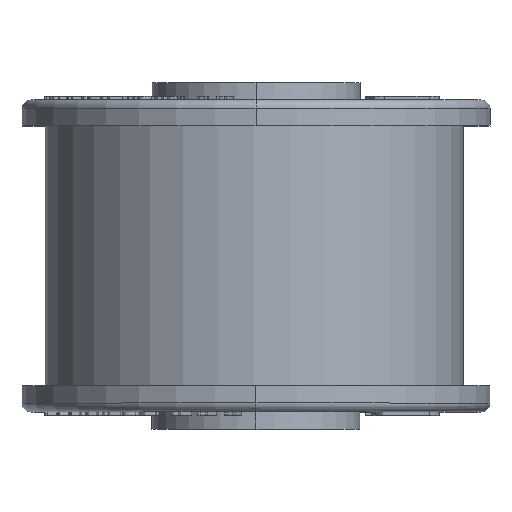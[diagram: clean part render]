
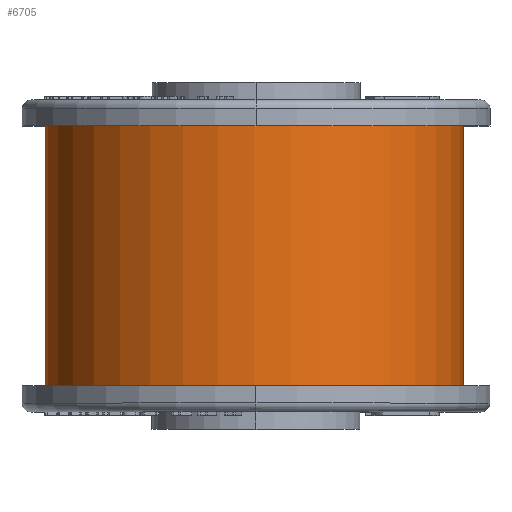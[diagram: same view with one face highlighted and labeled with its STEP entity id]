
A CAD part, top view. The second image highlights one B-rep face of the part: STEP entity #6705.
In plain terms, the highlighted cylindrical face has radius 12.07 mm (diameter 24.14 mm), a partial arc.
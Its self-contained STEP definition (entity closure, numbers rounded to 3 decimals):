
#119 = EDGE_CURVE ( 'NONE', #4252, #7962, #11911, .T. ) ;
#591 = DIRECTION ( 'NONE',  ( 0., -1., 0. ) ) ;
#755 = EDGE_CURVE ( 'NONE', #1867, #3530, #16362, .T. ) ;
#875 = VECTOR ( 'NONE', #14978, 1000. ) ;
#940 = VECTOR ( 'NONE', #4774, 1000. ) ;
#1009 = CARTESIAN_POINT ( 'NONE',  ( -0.09, 15., 0. ) ) ;
#1393 = CARTESIAN_POINT ( 'NONE',  ( -12.16, 15., 0. ) ) ;
#1524 = CARTESIAN_POINT ( 'NONE',  ( -0.09, 15., 0. ) ) ;
#1867 = VERTEX_POINT ( 'NONE', #3502 ) ;
#2180 = LINE ( 'NONE', #9644, #875 ) ;
#2817 = DIRECTION ( 'NONE',  ( 0., -1., 0. ) ) ;
#2933 = DIRECTION ( 'NONE',  ( 1., 0., 0. ) ) ;
#3119 = ORIENTED_EDGE ( 'NONE', *, *, #119, .F. ) ;
#3318 = CARTESIAN_POINT ( 'NONE',  ( -12.16, 15., 0. ) ) ;
#3502 = CARTESIAN_POINT ( 'NONE',  ( 11.98, 15., 0. ) ) ;
#3530 = VERTEX_POINT ( 'NONE', #3318 ) ;
#4252 = VERTEX_POINT ( 'NONE', #14829 ) ;
#4456 = EDGE_CURVE ( 'NONE', #3530, #7962, #17937, .T. ) ;
#4772 = AXIS2_PLACEMENT_3D ( 'NONE', #1009, #2817, #2933 ) ;
#4774 = DIRECTION ( 'NONE',  ( 0., -1., 0. ) ) ;
#6705 = ADVANCED_FACE ( 'NONE', ( #23271 ), #21695, .T. ) ;
#7962 = VERTEX_POINT ( 'NONE', #13838 ) ;
#9644 = CARTESIAN_POINT ( 'NONE',  ( 11.98, 15., 0. ) ) ;
#9756 = CARTESIAN_POINT ( 'NONE',  ( -0.09, 0., 0. ) ) ;
#9828 = ORIENTED_EDGE ( 'NONE', *, *, #755, .T. ) ;
#11579 = EDGE_LOOP ( 'NONE', ( #3119, #22794, #9828, #21498 ) ) ;
#11911 = CIRCLE ( 'NONE', #18105, 12.07 ) ;
#13838 = CARTESIAN_POINT ( 'NONE',  ( -12.16, 0., 0. ) ) ;
#14031 = AXIS2_PLACEMENT_3D ( 'NONE', #1524, #14069, #17943 ) ;
#14069 = DIRECTION ( 'NONE',  ( 0., -1., 0. ) ) ;
#14829 = CARTESIAN_POINT ( 'NONE',  ( 11.98, 0., 0. ) ) ;
#14978 = DIRECTION ( 'NONE',  ( 0., -1., 0. ) ) ;
#15446 = DIRECTION ( 'NONE',  ( 1., 0., 0. ) ) ;
#16362 = CIRCLE ( 'NONE', #4772, 12.07 ) ;
#17937 = LINE ( 'NONE', #1393, #940 ) ;
#17943 = DIRECTION ( 'NONE',  ( 0., 0., -1. ) ) ;
#18105 = AXIS2_PLACEMENT_3D ( 'NONE', #9756, #591, #15446 ) ;
#21498 = ORIENTED_EDGE ( 'NONE', *, *, #4456, .T. ) ;
#21695 = CYLINDRICAL_SURFACE ( 'NONE', #14031, 12.07 ) ;
#22794 = ORIENTED_EDGE ( 'NONE', *, *, #23886, .F. ) ;
#23271 = FACE_OUTER_BOUND ( 'NONE', #11579, .T. ) ;
#23886 = EDGE_CURVE ( 'NONE', #1867, #4252, #2180, .T. ) ;
